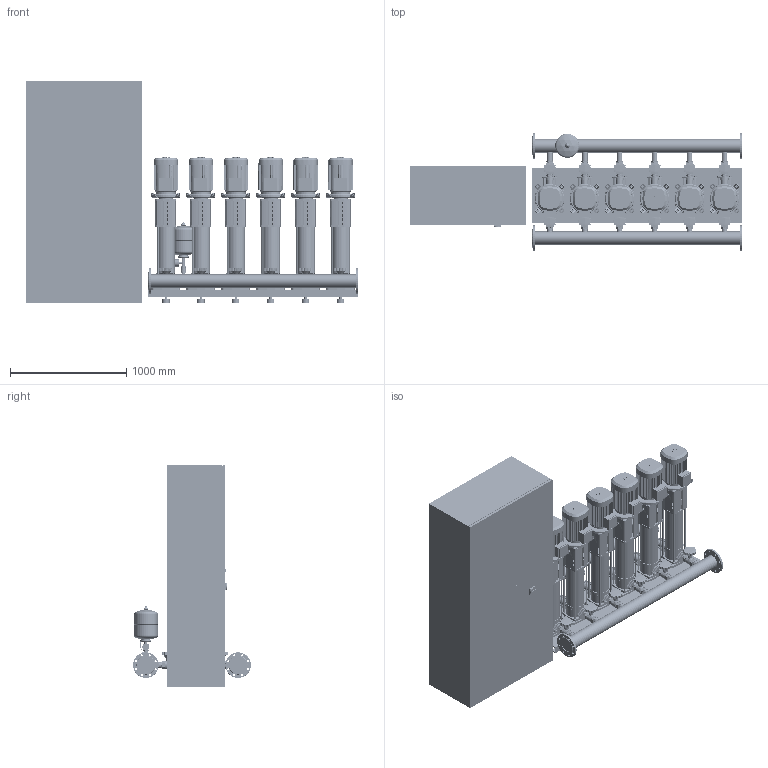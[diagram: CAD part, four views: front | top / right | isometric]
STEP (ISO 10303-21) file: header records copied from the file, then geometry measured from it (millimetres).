
FILE_DESCRIPTION((''),'2;1');
FILE_NAME('3d_COR-6HELIXV1012_K_CC-2534226.stp','2016-01-22T12:23:02',(''),(''),'Mechanical Desktop 2009','Mechanical Desktop 2009',', , ');
FILE_SCHEMA(('CONFIG_CONTROL_DESIGN'));
Length unit declared in the file: millimetre
Products named in the file (1): Product
Bounding box: 2850 x 1012 x 1900 mm (x, y, z)
Volume: 1187551683.1 mm3; surface area: 24047419 mm2
Topology: 292 solids, 292 shells, 10123 faces, 26593 edges, 17406 vertices
Faces by surface type: plane 4229, bspline 2680, cylinder 2560, cone 460, torus 156, sphere 38
Entity records: 334169 total; most frequent: CARTESIAN_POINT 84857, ORIENTED_EDGE 53122, DIRECTION 48571, EDGE_CURVE 26561, VERTEX_POINT 17400, VECTOR 16879, LINE 16879, AXIS2_PLACEMENT_3D 15846
